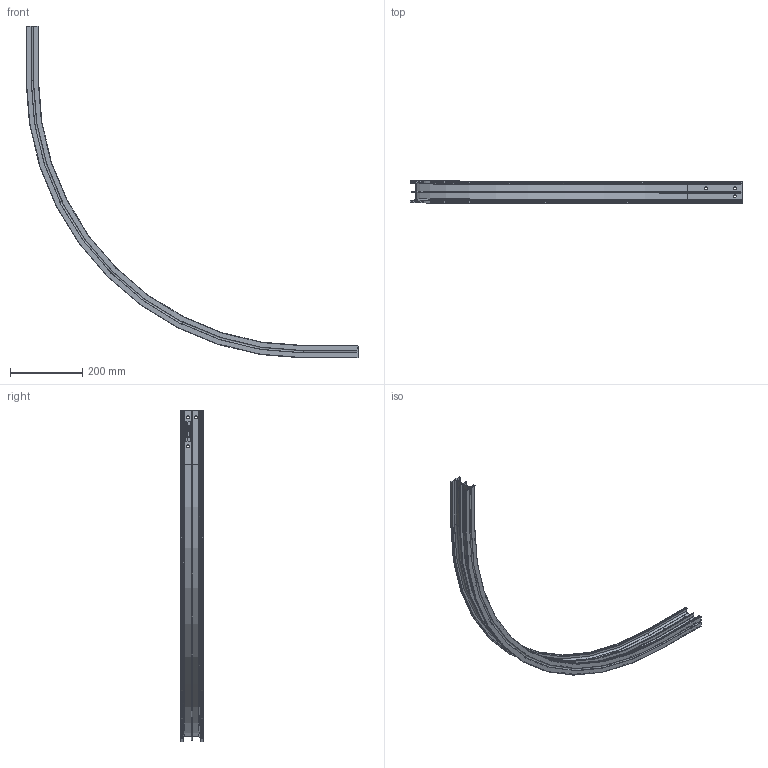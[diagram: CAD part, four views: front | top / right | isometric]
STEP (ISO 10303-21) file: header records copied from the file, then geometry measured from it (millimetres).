
FILE_DESCRIPTION (( 'STEP AP203' ), '1' );
FILE_NAME ('T84052.STEP', '2018-09-17T13:42:07', ( '' ), ( '' ), 'SwSTEP 2.0', 'SolidWorks 2016', '' );
FILE_SCHEMA (( 'CONFIG_CONTROL_DESIGN' ));
Length unit declared in the file: millimetre
Products named in the file (1): T84052
Bounding box: 917.25 x 61 x 917.25 mm (x, y, z)
Volume: 760225.7 mm3; surface area: 475024.8 mm2
Topology: 1 solids, 1 shells, 512 faces, 1329 edges, 860 vertices
Faces by surface type: plane 251, bspline 115, cylinder 105, torus 35, cone 6
Entity records: 21075 total; most frequent: CARTESIAN_POINT 9017, ORIENTED_EDGE 2658, DIRECTION 2146, EDGE_CURVE 1329, VERTEX_POINT 860, LINE 848, VECTOR 848, AXIS2_PLACEMENT_3D 649
